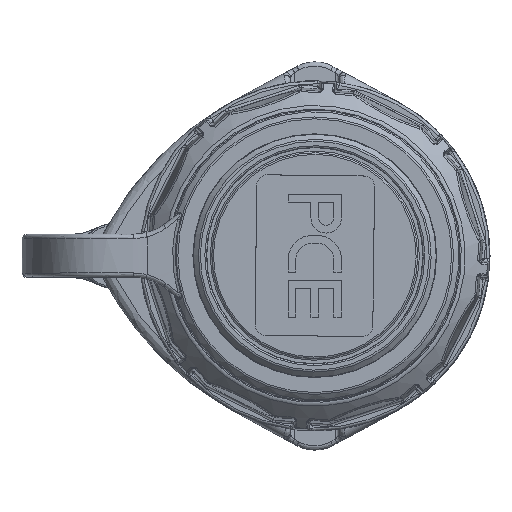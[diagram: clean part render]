
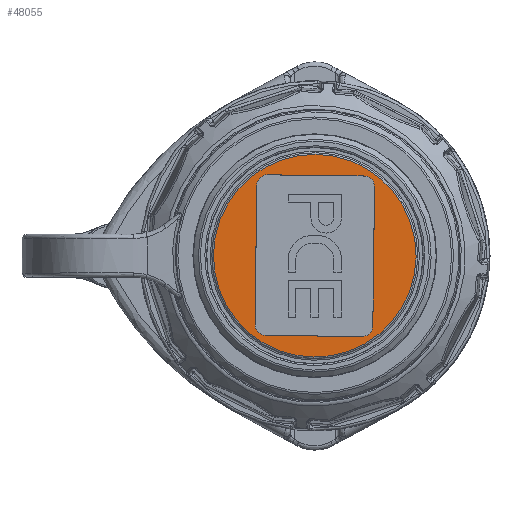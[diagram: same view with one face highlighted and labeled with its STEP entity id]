
A CAD part, top view. The second image highlights one B-rep face of the part: STEP entity #48055.
In plain terms, the highlighted planar face has unit normal (0, 0, 1).
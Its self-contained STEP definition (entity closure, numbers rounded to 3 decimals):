
#823 = VERTEX_POINT ( 'NONE', #52337 ) ;
#1063 = ORIENTED_EDGE ( 'NONE', *, *, #5953, .F. ) ;
#1163 = DIRECTION ( 'NONE',  ( 0.012, 1., 0. ) ) ;
#1952 = CARTESIAN_POINT ( 'NONE',  ( -8.795, 13.029, 34.4 ) ) ;
#2661 = CIRCLE ( 'NONE', #19361, 18.8 ) ;
#2758 = AXIS2_PLACEMENT_3D ( 'NONE', #48087, #23144, #52301 ) ;
#3583 = FACE_BOUND ( 'NONE', #48367, .T. ) ;
#3938 = PLANE ( 'NONE',  #13903 ) ;
#4075 = EDGE_CURVE ( 'NONE', #36106, #50486, #38032, .T. ) ;
#4754 = EDGE_CURVE ( 'NONE', #20297, #36106, #41897, .T. ) ;
#5438 = CARTESIAN_POINT ( 'NONE',  ( -11.081, -12.786, 34.4 ) ) ;
#5953 = EDGE_CURVE ( 'NONE', #26207, #9630, #35272, .T. ) ;
#6099 = DIRECTION ( 'NONE',  ( 0.012, 1., 0. ) ) ;
#7840 = CIRCLE ( 'NONE', #26110, 1.97 ) ;
#8101 = DIRECTION ( 'NONE',  ( 0., 0., -1. ) ) ;
#8290 = CARTESIAN_POINT ( 'NONE',  ( -10.766, 13.053, 34.4 ) ) ;
#9630 = VERTEX_POINT ( 'NONE', #52044 ) ;
#11202 = ORIENTED_EDGE ( 'NONE', *, *, #4075, .F. ) ;
#11417 = VERTEX_POINT ( 'NONE', #32665 ) ;
#12733 = DIRECTION ( 'NONE',  ( 0., 0., 1. ) ) ;
#13087 = ORIENTED_EDGE ( 'NONE', *, *, #16802, .F. ) ;
#13903 = AXIS2_PLACEMENT_3D ( 'NONE', #53493, #8101, #37051 ) ;
#15866 = DIRECTION ( 'NONE',  ( 1., -0.012, 0. ) ) ;
#16501 = VECTOR ( 'NONE', #21896, 1000. ) ;
#16802 = EDGE_CURVE ( 'NONE', #23901, #823, #32144, .T. ) ;
#17519 = VECTOR ( 'NONE', #15866, 1000. ) ;
#17756 = CARTESIAN_POINT ( 'NONE',  ( -10.766, 13.053, 34.4 ) ) ;
#17882 = CARTESIAN_POINT ( 'NONE',  ( 10.766, -13.053, 34.4 ) ) ;
#18777 = EDGE_CURVE ( 'NONE', #50486, #23901, #49663, .T. ) ;
#19361 = AXIS2_PLACEMENT_3D ( 'NONE', #37562, #12733, #41728 ) ;
#20297 = VERTEX_POINT ( 'NONE', #41343 ) ;
#20859 = CARTESIAN_POINT ( 'NONE',  ( -0.23, -18.799, 34.4 ) ) ;
#21285 = ORIENTED_EDGE ( 'NONE', *, *, #37129, .F. ) ;
#21896 = DIRECTION ( 'NONE',  ( -0.012, -1., 0. ) ) ;
#22345 = CIRCLE ( 'NONE', #49557, 1.97 ) ;
#22795 = CARTESIAN_POINT ( 'NONE',  ( 8.795, -13.029, 34.4 ) ) ;
#23144 = DIRECTION ( 'NONE',  ( 0., 0., 1. ) ) ;
#23798 = VERTEX_POINT ( 'NONE', #20859 ) ;
#23901 = VERTEX_POINT ( 'NONE', #5438 ) ;
#25870 = DIRECTION ( 'NONE',  ( 0., 0., 1. ) ) ;
#26110 = AXIS2_PLACEMENT_3D ( 'NONE', #22795, #51962, #26966 ) ;
#26207 = VERTEX_POINT ( 'NONE', #17882 ) ;
#26966 = DIRECTION ( 'NONE',  ( -0.012, -1., 0. ) ) ;
#27176 = ORIENTED_EDGE ( 'NONE', *, *, #52136, .F. ) ;
#28193 = DIRECTION ( 'NONE',  ( 0.012, 1., 0. ) ) ;
#29863 = AXIS2_PLACEMENT_3D ( 'NONE', #1952, #30853, #6099 ) ;
#30853 = DIRECTION ( 'NONE',  ( 0., 0., 1. ) ) ;
#31096 = EDGE_CURVE ( 'NONE', #23798, #23798, #2661, .T. ) ;
#32098 = VECTOR ( 'NONE', #32843, 1000. ) ;
#32144 = CIRCLE ( 'NONE', #2758, 1.97 ) ;
#32665 = CARTESIAN_POINT ( 'NONE',  ( 8.771, -14.999, 34.4 ) ) ;
#32843 = DIRECTION ( 'NONE',  ( -1., 0.012, 0. ) ) ;
#33967 = FACE_OUTER_BOUND ( 'NONE', #42415, .T. ) ;
#35272 = LINE ( 'NONE', #53233, #52243 ) ;
#36106 = VERTEX_POINT ( 'NONE', #46433 ) ;
#36688 = CARTESIAN_POINT ( 'NONE',  ( 9.135, 14.78, 34.4 ) ) ;
#37051 = DIRECTION ( 'NONE',  ( -0.012, -1., 0. ) ) ;
#37129 = EDGE_CURVE ( 'NONE', #9630, #20297, #22345, .T. ) ;
#37562 = CARTESIAN_POINT ( 'NONE',  ( 0., 0., 34.4 ) ) ;
#38032 = CIRCLE ( 'NONE', #29863, 1.97 ) ;
#41343 = CARTESIAN_POINT ( 'NONE',  ( 9.135, 14.78, 34.4 ) ) ;
#41728 = DIRECTION ( 'NONE',  ( -0.012, -1., 0. ) ) ;
#41897 = LINE ( 'NONE', #36688, #32098 ) ;
#41943 = ORIENTED_EDGE ( 'NONE', *, *, #18777, .F. ) ;
#42415 = EDGE_LOOP ( 'NONE', ( #45768 ) ) ;
#42714 = EDGE_CURVE ( 'NONE', #823, #11417, #50711, .T. ) ;
#44910 = CARTESIAN_POINT ( 'NONE',  ( 8.771, -14.999, 34.4 ) ) ;
#45768 = ORIENTED_EDGE ( 'NONE', *, *, #31096, .T. ) ;
#46029 = ORIENTED_EDGE ( 'NONE', *, *, #42714, .F. ) ;
#46433 = CARTESIAN_POINT ( 'NONE',  ( -8.771, 14.999, 34.4 ) ) ;
#46683 = ORIENTED_EDGE ( 'NONE', *, *, #4754, .F. ) ;
#48055 = ADVANCED_FACE ( 'NONE', ( #33967, #3583 ), #3938, .F. ) ;
#48087 = CARTESIAN_POINT ( 'NONE',  ( -9.111, -12.81, 34.4 ) ) ;
#48367 = EDGE_LOOP ( 'NONE', ( #1063, #27176, #46029, #13087, #41943, #11202, #46683, #21285 ) ) ;
#49557 = AXIS2_PLACEMENT_3D ( 'NONE', #50885, #25870, #1163 ) ;
#49663 = LINE ( 'NONE', #17756, #16501 ) ;
#50486 = VERTEX_POINT ( 'NONE', #8290 ) ;
#50711 = LINE ( 'NONE', #44910, #17519 ) ;
#50885 = CARTESIAN_POINT ( 'NONE',  ( 9.111, 12.81, 34.4 ) ) ;
#51962 = DIRECTION ( 'NONE',  ( 0., 0., 1. ) ) ;
#52044 = CARTESIAN_POINT ( 'NONE',  ( 11.081, 12.786, 34.4 ) ) ;
#52136 = EDGE_CURVE ( 'NONE', #11417, #26207, #7840, .T. ) ;
#52243 = VECTOR ( 'NONE', #28193, 1000. ) ;
#52301 = DIRECTION ( 'NONE',  ( 0.012, 1., 0. ) ) ;
#52337 = CARTESIAN_POINT ( 'NONE',  ( -9.135, -14.78, 34.4 ) ) ;
#53233 = CARTESIAN_POINT ( 'NONE',  ( 11.081, 12.786, 34.4 ) ) ;
#53493 = CARTESIAN_POINT ( 'NONE',  ( 22.635, -0.277, 34.4 ) ) ;
